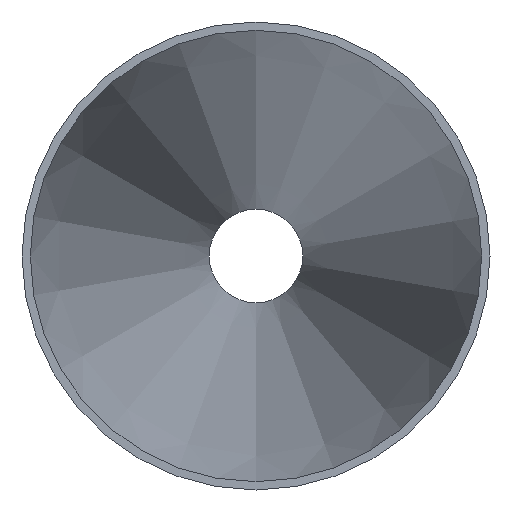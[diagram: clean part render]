
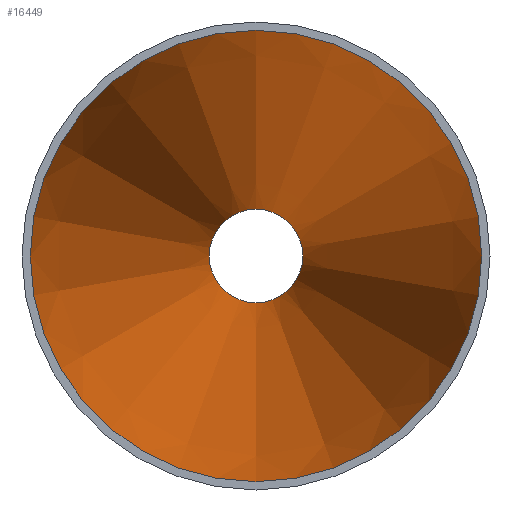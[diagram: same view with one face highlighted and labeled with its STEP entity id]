
A CAD part, front view. The second image highlights one B-rep face of the part: STEP entity #16449.
In plain terms, the highlighted conical face has half-angle 9.469 degrees and reference radius 55.122 mm.
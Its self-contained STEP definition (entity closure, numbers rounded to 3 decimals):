
#254 = DIRECTION ( 'NONE',  ( 0., -1., 0. ) ) ;
#456 = CONICAL_SURFACE ( 'NONE', #5758, 55.122, 0.165 ) ;
#764 = VERTEX_POINT ( 'NONE', #6417 ) ;
#1269 = AXIS2_PLACEMENT_3D ( 'NONE', #10258, #254, #7371 ) ;
#2513 = CARTESIAN_POINT ( 'NONE',  ( 0., 0., -55.122 ) ) ;
#4150 = EDGE_LOOP ( 'NONE', ( #5503 ) ) ;
#5503 = ORIENTED_EDGE ( 'NONE', *, *, #11114, .T. ) ;
#5758 = AXIS2_PLACEMENT_3D ( 'NONE', #12858, #8780, #6188 ) ;
#5818 = FACE_BOUND ( 'NONE', #8764, .T. ) ;
#6188 = DIRECTION ( 'NONE',  ( 0., 0., -1. ) ) ;
#6417 = CARTESIAN_POINT ( 'NONE',  ( 0., 262., -11.422 ) ) ;
#7371 = DIRECTION ( 'NONE',  ( 0., 0., -1. ) ) ;
#7478 = EDGE_CURVE ( 'NONE', #764, #764, #13541, .T. ) ;
#7579 = DIRECTION ( 'NONE',  ( 0., -1., 0. ) ) ;
#8764 = EDGE_LOOP ( 'NONE', ( #17112 ) ) ;
#8780 = DIRECTION ( 'NONE',  ( 0., -1., 0. ) ) ;
#9826 = VERTEX_POINT ( 'NONE', #2513 ) ;
#10258 = CARTESIAN_POINT ( 'NONE',  ( 0., 0., 0. ) ) ;
#11114 = EDGE_CURVE ( 'NONE', #9826, #9826, #16917, .T. ) ;
#12685 = AXIS2_PLACEMENT_3D ( 'NONE', #14992, #7579, #13238 ) ;
#12858 = CARTESIAN_POINT ( 'NONE',  ( 0., 0., 0. ) ) ;
#13238 = DIRECTION ( 'NONE',  ( 0., 0., -1. ) ) ;
#13541 = CIRCLE ( 'NONE', #12685, 11.422 ) ;
#14992 = CARTESIAN_POINT ( 'NONE',  ( 0., 262., 0. ) ) ;
#15997 = FACE_OUTER_BOUND ( 'NONE', #4150, .T. ) ;
#16449 = ADVANCED_FACE ( 'NONE', ( #5818, #15997 ), #456, .F. ) ;
#16917 = CIRCLE ( 'NONE', #1269, 55.122 ) ;
#17112 = ORIENTED_EDGE ( 'NONE', *, *, #7478, .F. ) ;
